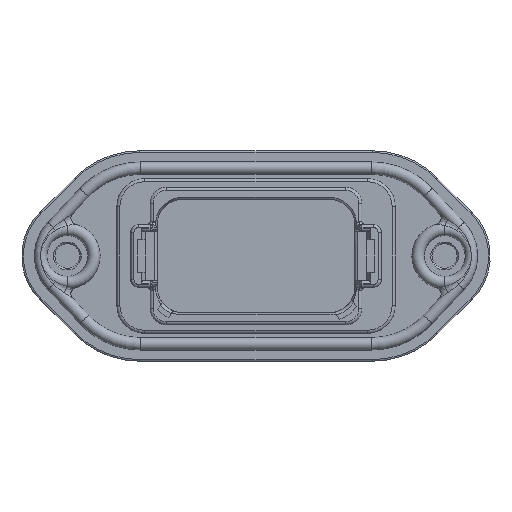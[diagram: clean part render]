
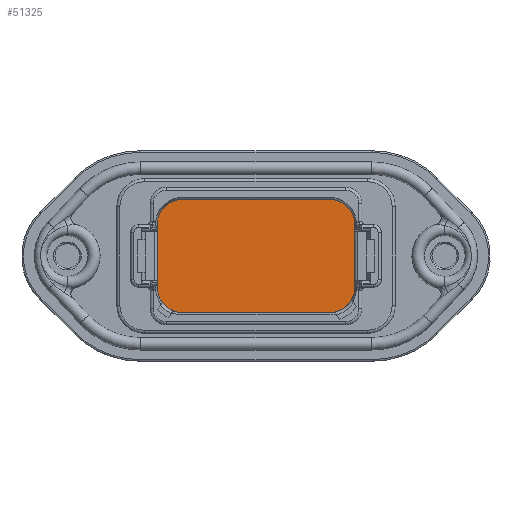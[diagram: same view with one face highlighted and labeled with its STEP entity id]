
A CAD part, front view. The second image highlights one B-rep face of the part: STEP entity #51325.
In plain terms, the highlighted planar face has unit normal (0, -1, 0).
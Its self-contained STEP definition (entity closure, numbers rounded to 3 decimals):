
#13373=CARTESIAN_POINT('',(-11.85,24.5,-5.1));
#13374=DIRECTION('',(0.,-1.,0.));
#13375=DIRECTION('',(-1.,0.,0.));
#13376=AXIS2_PLACEMENT_3D('',#13373,#13374,#13375);
#13378=DIRECTION('',(0.,0.,-1.));
#13379=VECTOR('',#13378,10.2);
#13380=CARTESIAN_POINT('',(-15.95,24.5,5.1));
#13381=LINE('',#13380,#13379);
#13382=CARTESIAN_POINT('',(-11.85,24.5,5.1));
#13383=DIRECTION('',(0.,-1.,0.));
#13384=DIRECTION('',(0.,0.,1.));
#13385=AXIS2_PLACEMENT_3D('',#13382,#13383,#13384);
#13387=DIRECTION('',(-1.,0.,0.));
#13388=VECTOR('',#13387,23.7);
#13389=CARTESIAN_POINT('',(11.85,24.5,9.2));
#13390=LINE('',#13389,#13388);
#13391=CARTESIAN_POINT('',(11.85,24.5,5.1));
#13392=DIRECTION('',(0.,-1.,0.));
#13393=DIRECTION('',(1.,0.,0.));
#13394=AXIS2_PLACEMENT_3D('',#13391,#13392,#13393);
#13396=DIRECTION('',(0.,0.,1.));
#13397=VECTOR('',#13396,10.2);
#13398=CARTESIAN_POINT('',(15.95,24.5,-5.1));
#13399=LINE('',#13398,#13397);
#13400=CARTESIAN_POINT('',(11.85,24.5,-5.1));
#13401=DIRECTION('',(0.,-1.,0.));
#13402=DIRECTION('',(0.,0.,-1.));
#13403=AXIS2_PLACEMENT_3D('',#13400,#13401,#13402);
#13405=DIRECTION('',(1.,0.,0.));
#13406=VECTOR('',#13405,23.7);
#13407=CARTESIAN_POINT('',(-11.85,24.5,-9.2));
#13408=LINE('',#13407,#13406);
#28825=CARTESIAN_POINT('',(-15.95,24.5,-5.1));
#28826=CARTESIAN_POINT('',(-11.85,24.5,-9.2));
#28827=VERTEX_POINT('',#28825);
#28828=VERTEX_POINT('',#28826);
#28829=CARTESIAN_POINT('',(11.85,24.5,-9.2));
#28830=CARTESIAN_POINT('',(15.95,24.5,-5.1));
#28831=VERTEX_POINT('',#28829);
#28832=VERTEX_POINT('',#28830);
#28833=CARTESIAN_POINT('',(15.95,24.5,5.1));
#28834=CARTESIAN_POINT('',(11.85,24.5,9.2));
#28835=VERTEX_POINT('',#28833);
#28836=VERTEX_POINT('',#28834);
#28837=CARTESIAN_POINT('',(-11.85,24.5,9.2));
#28838=CARTESIAN_POINT('',(-15.95,24.5,5.1));
#28839=VERTEX_POINT('',#28837);
#28840=VERTEX_POINT('',#28838);
#51305=CARTESIAN_POINT('',(0.,24.5,0.));
#51306=DIRECTION('',(0.,-1.,0.));
#51307=DIRECTION('',(-1.,0.,0.));
#51308=AXIS2_PLACEMENT_3D('',#51305,#51306,#51307);
#51309=PLANE('',#51308);
#51311=ORIENTED_EDGE('',*,*,#51310,.F.);
#51312=ORIENTED_EDGE('',*,*,#49923,.F.);
#51314=ORIENTED_EDGE('',*,*,#51313,.F.);
#51316=ORIENTED_EDGE('',*,*,#51315,.F.);
#51317=ORIENTED_EDGE('',*,*,#51298,.F.);
#51318=ORIENTED_EDGE('',*,*,#50565,.F.);
#51320=ORIENTED_EDGE('',*,*,#51319,.F.);
#51322=ORIENTED_EDGE('',*,*,#51321,.F.);
#51323=EDGE_LOOP('',(#51311,#51312,#51314,#51316,#51317,#51318,#51320,#51322));
#51324=FACE_OUTER_BOUND('',#51323,.F.);
#51325=ADVANCED_FACE('',(#51324),#51309,.T.);
#13377=CIRCLE('',#13376,4.1);
#13386=CIRCLE('',#13385,4.1);
#13395=CIRCLE('',#13394,4.1);
#13404=CIRCLE('',#13403,4.1);
#49923=EDGE_CURVE('',#28840,#28827,#13381,.T.);
#50565=EDGE_CURVE('',#28832,#28835,#13399,.T.);
#51298=EDGE_CURVE('',#28835,#28836,#13395,.T.);
#51310=EDGE_CURVE('',#28827,#28828,#13377,.T.);
#51313=EDGE_CURVE('',#28839,#28840,#13386,.T.);
#51315=EDGE_CURVE('',#28836,#28839,#13390,.T.);
#51319=EDGE_CURVE('',#28831,#28832,#13404,.T.);
#51321=EDGE_CURVE('',#28828,#28831,#13408,.T.);
